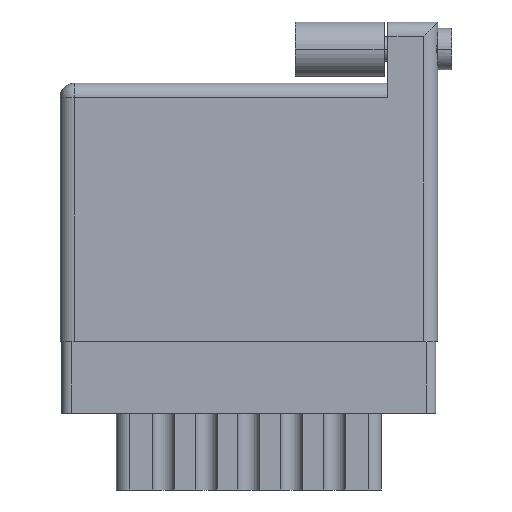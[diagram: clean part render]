
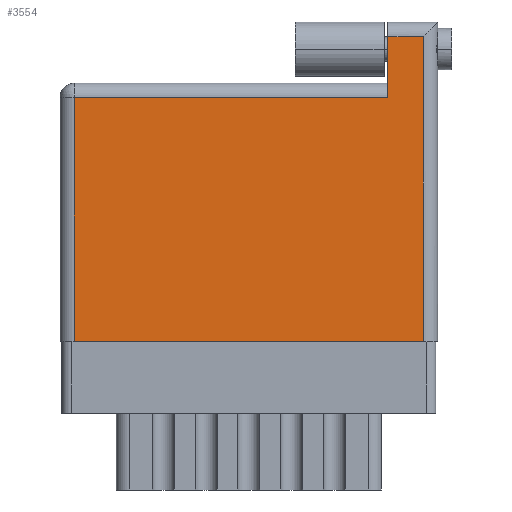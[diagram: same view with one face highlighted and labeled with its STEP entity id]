
A CAD part, front view. The second image highlights one B-rep face of the part: STEP entity #3554.
In plain terms, the highlighted face is planar.
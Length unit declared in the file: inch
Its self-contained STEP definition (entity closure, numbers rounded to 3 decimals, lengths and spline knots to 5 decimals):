
#271 = DIRECTION ( 'NONE',  ( 0., -1., 0. ) ) ;
#1622 = LINE ( 'NONE', #15138, #20825 ) ;
#2036 = LINE ( 'NONE', #9865, #4759 ) ;
#2623 = VERTEX_POINT ( 'NONE', #9522 ) ;
#3554 = ADVANCED_FACE ( 'NONE', ( #20212 ), #17177, .F. ) ;
#3750 = EDGE_LOOP ( 'NONE', ( #16202, #10765, #17866, #17595, #14994, #9252 ) ) ;
#4189 = CARTESIAN_POINT ( 'NONE',  ( 0., 0.856, 0. ) ) ;
#4759 = VECTOR ( 'NONE', #271, 39.37008 ) ;
#4797 = AXIS2_PLACEMENT_3D ( 'NONE', #18475, #20429, #15340 ) ;
#5506 = VERTEX_POINT ( 'NONE', #13028 ) ;
#5518 = LINE ( 'NONE', #4189, #8999 ) ;
#6086 = CARTESIAN_POINT ( 'NONE',  ( 0.05, 0.856, 0. ) ) ;
#7583 = CARTESIAN_POINT ( 'NONE',  ( 0., 1.07, 0. ) ) ;
#8597 = LINE ( 'NONE', #10232, #12359 ) ;
#8999 = VECTOR ( 'NONE', #12160, 39.37008 ) ;
#9227 = VERTEX_POINT ( 'NONE', #15724 ) ;
#9252 = ORIENTED_EDGE ( 'NONE', *, *, #18955, .T. ) ;
#9522 = CARTESIAN_POINT ( 'NONE',  ( 1.15, 1.07, 0. ) ) ;
#9865 = CARTESIAN_POINT ( 'NONE',  ( 0.05, 0., 0. ) ) ;
#10125 = DIRECTION ( 'NONE',  ( 1., 0., 0. ) ) ;
#10232 = CARTESIAN_POINT ( 'NONE',  ( 1.15, 1.12, 0. ) ) ;
#10765 = ORIENTED_EDGE ( 'NONE', *, *, #13942, .T. ) ;
#11686 = VECTOR ( 'NONE', #12797, 39.37008 ) ;
#11689 = LINE ( 'NONE', #20046, #18467 ) ;
#12160 = DIRECTION ( 'NONE',  ( -1., 0., 0. ) ) ;
#12324 = CARTESIAN_POINT ( 'NONE',  ( 1.275, 1.07, 0. ) ) ;
#12359 = VECTOR ( 'NONE', #16890, 39.37008 ) ;
#12797 = DIRECTION ( 'NONE',  ( -1., 0., 0. ) ) ;
#13028 = CARTESIAN_POINT ( 'NONE',  ( 1.275, 0., 0. ) ) ;
#13942 = EDGE_CURVE ( 'NONE', #5506, #19852, #11689, .T. ) ;
#14858 = CARTESIAN_POINT ( 'NONE',  ( 0.05, 0., 0. ) ) ;
#14994 = ORIENTED_EDGE ( 'NONE', *, *, #20714, .T. ) ;
#15138 = CARTESIAN_POINT ( 'NONE',  ( 0., 0., 0. ) ) ;
#15340 = DIRECTION ( 'NONE',  ( -1., 0., 0. ) ) ;
#15566 = EDGE_CURVE ( 'NONE', #2623, #9227, #8597, .T. ) ;
#15724 = CARTESIAN_POINT ( 'NONE',  ( 1.15, 0.856, 0. ) ) ;
#16168 = LINE ( 'NONE', #7583, #11686 ) ;
#16202 = ORIENTED_EDGE ( 'NONE', *, *, #21351, .T. ) ;
#16890 = DIRECTION ( 'NONE',  ( 0., -1., 0. ) ) ;
#17177 = PLANE ( 'NONE',  #4797 ) ;
#17595 = ORIENTED_EDGE ( 'NONE', *, *, #15566, .T. ) ;
#17866 = ORIENTED_EDGE ( 'NONE', *, *, #17918, .T. ) ;
#17918 = EDGE_CURVE ( 'NONE', #19852, #2623, #16168, .T. ) ;
#17975 = VERTEX_POINT ( 'NONE', #14858 ) ;
#18467 = VECTOR ( 'NONE', #18520, 39.37008 ) ;
#18475 = CARTESIAN_POINT ( 'NONE',  ( 0., 0.906, 0. ) ) ;
#18520 = DIRECTION ( 'NONE',  ( 0., 1., 0. ) ) ;
#18767 = VERTEX_POINT ( 'NONE', #6086 ) ;
#18955 = EDGE_CURVE ( 'NONE', #18767, #17975, #2036, .T. ) ;
#19852 = VERTEX_POINT ( 'NONE', #12324 ) ;
#20046 = CARTESIAN_POINT ( 'NONE',  ( 1.275, 1.12, 0. ) ) ;
#20212 = FACE_OUTER_BOUND ( 'NONE', #3750, .T. ) ;
#20429 = DIRECTION ( 'NONE',  ( 0., 0., -1. ) ) ;
#20714 = EDGE_CURVE ( 'NONE', #9227, #18767, #5518, .T. ) ;
#20825 = VECTOR ( 'NONE', #10125, 39.37008 ) ;
#21351 = EDGE_CURVE ( 'NONE', #17975, #5506, #1622, .T. ) ;
